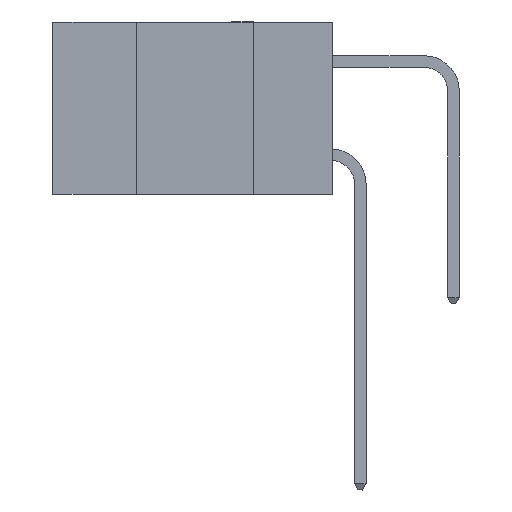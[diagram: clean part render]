
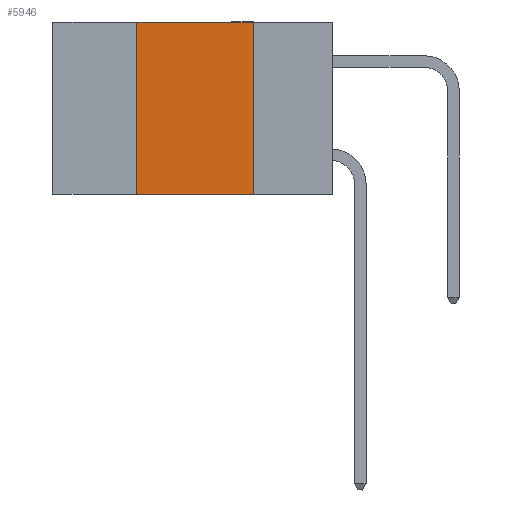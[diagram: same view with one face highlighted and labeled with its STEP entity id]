
A CAD part, left-side view. The second image highlights one B-rep face of the part: STEP entity #5946.
In plain terms, the highlighted planar face has unit normal (-1, 0, 0).
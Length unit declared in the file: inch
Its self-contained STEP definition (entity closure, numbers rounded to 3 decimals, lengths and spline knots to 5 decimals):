
#396 = VERTEX_POINT ( 'NONE', #11043 ) ;
#424 = LINE ( 'NONE', #10515, #12105 ) ;
#779 = EDGE_CURVE ( 'NONE', #396, #2806, #10687, .T. ) ;
#996 = AXIS2_PLACEMENT_3D ( 'NONE', #6031, #12870, #2035 ) ;
#1814 = CARTESIAN_POINT ( 'NONE',  ( 0., 0.17, 0. ) ) ;
#2035 = DIRECTION ( 'NONE',  ( 0., 0., -1. ) ) ;
#2515 = VECTOR ( 'NONE', #7460, 39.37008 ) ;
#2610 = EDGE_CURVE ( 'NONE', #2806, #2871, #424, .T. ) ;
#2806 = VERTEX_POINT ( 'NONE', #1814 ) ;
#2871 = VERTEX_POINT ( 'NONE', #3774 ) ;
#3181 = DIRECTION ( 'NONE',  ( 0., 0., -1. ) ) ;
#3698 = FACE_OUTER_BOUND ( 'NONE', #9823, .T. ) ;
#3774 = CARTESIAN_POINT ( 'NONE',  ( 0., 0.17, -0.37 ) ) ;
#4984 = LINE ( 'NONE', #12074, #5316 ) ;
#5032 = ORIENTED_EDGE ( 'NONE', *, *, #7244, .T. ) ;
#5110 = VERTEX_POINT ( 'NONE', #6429 ) ;
#5246 = DIRECTION ( 'NONE',  ( 0., 0., 1. ) ) ;
#5316 = VECTOR ( 'NONE', #5246, 39.37008 ) ;
#5678 = LINE ( 'NONE', #6301, #2515 ) ;
#5704 = ORIENTED_EDGE ( 'NONE', *, *, #8057, .F. ) ;
#5823 = CARTESIAN_POINT ( 'NONE',  ( 0., 0.6, 0. ) ) ;
#5946 = ADVANCED_FACE ( 'NONE', ( #3698 ), #11359, .F. ) ;
#6031 = CARTESIAN_POINT ( 'NONE',  ( 0., 0.6, 0. ) ) ;
#6301 = CARTESIAN_POINT ( 'NONE',  ( 0., 0.6, -0.37 ) ) ;
#6341 = ORIENTED_EDGE ( 'NONE', *, *, #2610, .F. ) ;
#6429 = CARTESIAN_POINT ( 'NONE',  ( 0., 0.42, -0.37 ) ) ;
#7244 = EDGE_CURVE ( 'NONE', #5110, #2871, #5678, .T. ) ;
#7460 = DIRECTION ( 'NONE',  ( 0., -1., 0. ) ) ;
#7697 = VECTOR ( 'NONE', #11236, 39.37008 ) ;
#8057 = EDGE_CURVE ( 'NONE', #5110, #396, #4984, .T. ) ;
#9823 = EDGE_LOOP ( 'NONE', ( #6341, #12343, #5704, #5032 ) ) ;
#10515 = CARTESIAN_POINT ( 'NONE',  ( 0., 0.17, 0. ) ) ;
#10687 = LINE ( 'NONE', #5823, #7697 ) ;
#11043 = CARTESIAN_POINT ( 'NONE',  ( 0., 0.42, 0. ) ) ;
#11236 = DIRECTION ( 'NONE',  ( 0., -1., 0. ) ) ;
#11359 = PLANE ( 'NONE',  #996 ) ;
#12074 = CARTESIAN_POINT ( 'NONE',  ( 0., 0.42, 0. ) ) ;
#12105 = VECTOR ( 'NONE', #3181, 39.37008 ) ;
#12343 = ORIENTED_EDGE ( 'NONE', *, *, #779, .F. ) ;
#12870 = DIRECTION ( 'NONE',  ( 1., 0., 0. ) ) ;
